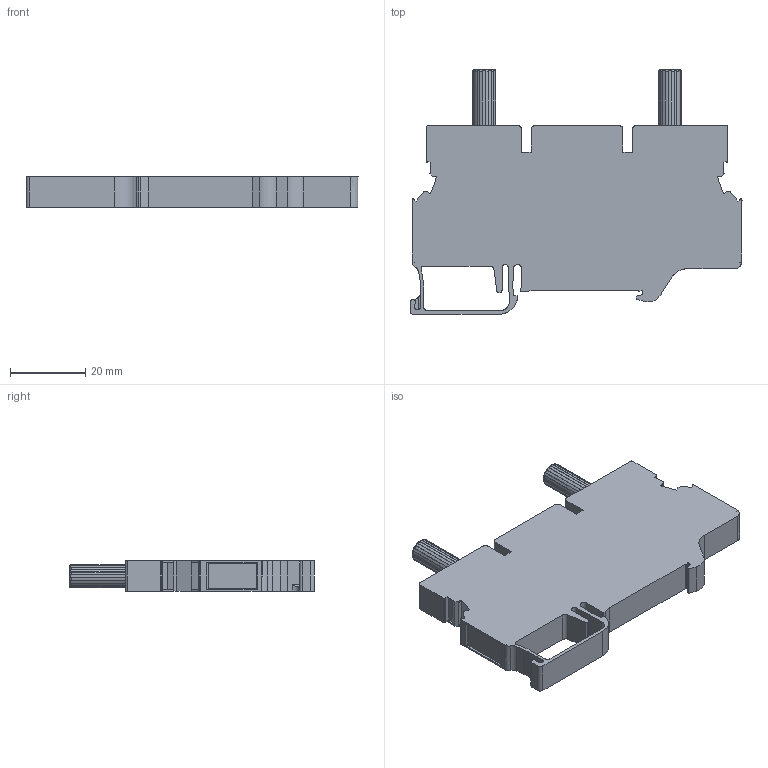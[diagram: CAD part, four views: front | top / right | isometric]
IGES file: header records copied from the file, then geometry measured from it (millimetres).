
Start section: SolidWorks IGES file using analytic representation for surfaces
Global section: file name: 376090_WGO 4_GR.IGS; native system: SolidWorks 2015; preprocessor: SolidWorks 2015; author: guveng; date: 150810.094619; units: millimetre
Bounding box: 88.31 x 65.1 x 8 mm (x, y, z)
Surface area: 10987.5 mm2 (no closed solid volume)
Topology: 0 solids, 0 shells, 362 faces, 3855 edges, 4894 vertices
Faces by surface type: bspline 253, revolution 109
